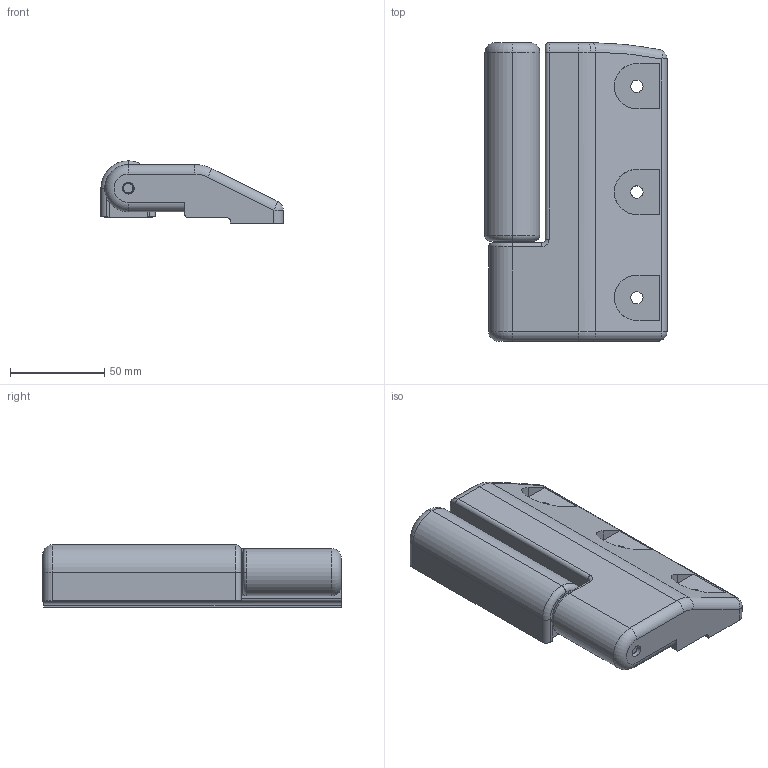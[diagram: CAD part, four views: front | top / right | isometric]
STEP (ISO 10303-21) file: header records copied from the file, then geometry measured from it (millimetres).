
FILE_DESCRIPTION (( 'STEP AP203' ), '1' );
FILE_NAME ('FB-743-R.STEP', '2012-07-05T07:08:15', ( '11sw' ), ( 'タキゲン製造株式会社' ), 'SwSTEP 2.0', 'SolidWorks 2011', '' );
FILE_SCHEMA (( 'CONFIG_CONTROL_DESIGN' ));
Length unit declared in the file: millimetre
Products named in the file (6): FB-743僇僶乕__岞奐梡; FB-743ヒンジB_; FB-743-R僸儞僕儀乕僗_; FB-743-R; FB-743カム__公開用; FB-743調整座金_
Assembly tree (5 placements, depth 2):
  FB-743-R
    FB-743カム__公開用
    FB-743調整座金_
    FB-743ヒンジB_
    FB-743僇僶乕__岞奐梡
    FB-743-R僸儞僕儀乕僗_
Bounding box: 96.5 x 158 x 33 mm (x, y, z)
Volume: 288999.5 mm3; surface area: 76575.8 mm2
Topology: 5 solids, 5 shells, 248 faces, 628 edges, 394 vertices
Faces by surface type: plane 116, cylinder 83, torus 26, cone 13, bspline 8, sphere 2
Entity records: 8355 total; most frequent: CARTESIAN_POINT 1708, DIRECTION 1286, ORIENTED_EDGE 1248, EDGE_CURVE 624, AXIS2_PLACEMENT_3D 464, VERTEX_POINT 394, VECTOR 358, LINE 358
